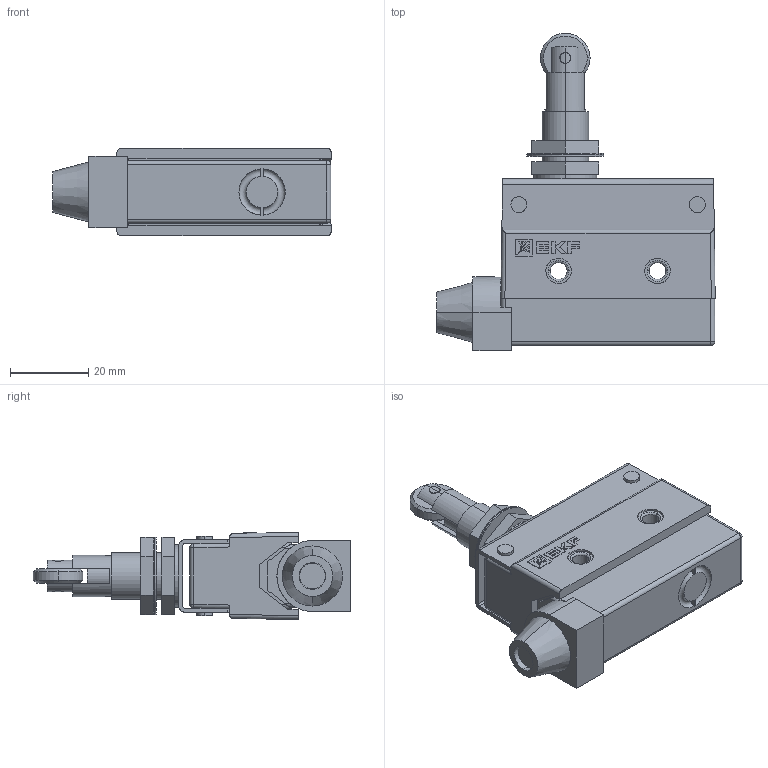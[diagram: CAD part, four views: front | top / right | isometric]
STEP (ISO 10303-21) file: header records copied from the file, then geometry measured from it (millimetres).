
FILE_DESCRIPTION (( 'STEP AP214' ), '1' );
FILE_NAME ('TZ-311.ÃÌ Êîíöåâîé âûêëþ÷àòåëü EKF.STEP', '2024-05-27T12:14:33', ( '' ), ( '' ), 'SwSTEP 2.0', 'SolidWorks 2021', '' );
FILE_SCHEMA (( 'AUTOMOTIVE_DESIGN' ));
Length unit declared in the file: millimetre
Products named in the file (1): TZ-311.ÃÌ Êîíöåâîé âûêëþ÷àòåëü EKF
Bounding box: 70.95 x 80.9 x 22.2 mm (x, y, z)
Volume: 40942.9 mm3; surface area: 28593.6 mm2
Topology: 14 solids, 14 shells, 468 faces, 1199 edges, 778 vertices
Faces by surface type: plane 277, cylinder 120, bspline 39, sphere 14, torus 10, cone 8
Entity records: 16946 total; most frequent: CARTESIAN_POINT 4985, ORIENTED_EDGE 2390, DIRECTION 2125, EDGE_CURVE 1195, VERTEX_POINT 778, VECTOR 769, LINE 769, AXIS2_PLACEMENT_3D 678
